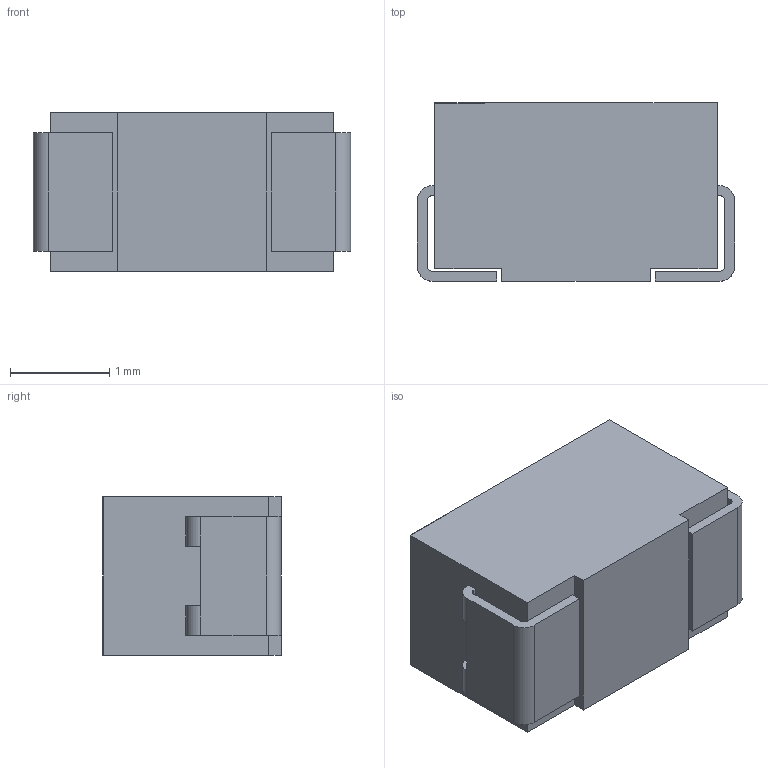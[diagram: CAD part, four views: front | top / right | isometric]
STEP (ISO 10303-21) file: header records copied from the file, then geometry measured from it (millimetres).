
FILE_DESCRIPTION (( 'STEP AP214' ), '1' );
FILE_NAME ('TAJA106K006SNJ.STEP', '2020-03-27T16:43:16', ( '' ), ( '' ), 'SwSTEP 2.0', 'SolidWorks 2017', '' );
FILE_SCHEMA (( 'AUTOMOTIVE_DESIGN' ));
Length unit declared in the file: millimetre
Products named in the file (1): TAJA106K006SNJ
Bounding box: 3.2 x 1.8 x 1.6 mm (x, y, z)
Volume: 8.3 mm3; surface area: 35.1 mm2
Topology: 4 solids, 4 shells, 62 faces, 154 edges, 100 vertices
Faces by surface type: plane 50, cylinder 12
Entity records: 1879 total; most frequent: CARTESIAN_POINT 317, ORIENTED_EDGE 308, DIRECTION 304, EDGE_CURVE 154, VECTOR 130, LINE 130, VERTEX_POINT 100, AXIS2_PLACEMENT_3D 87
